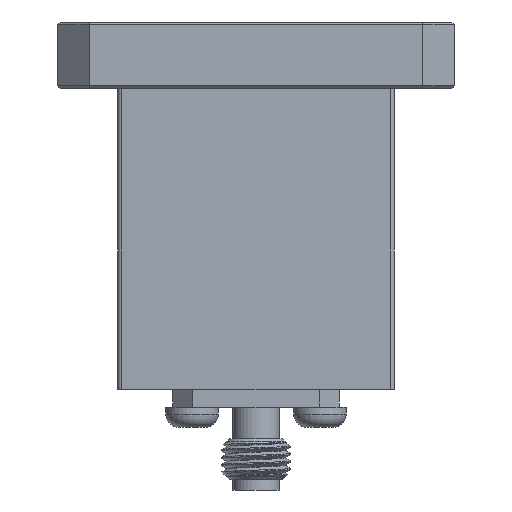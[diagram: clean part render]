
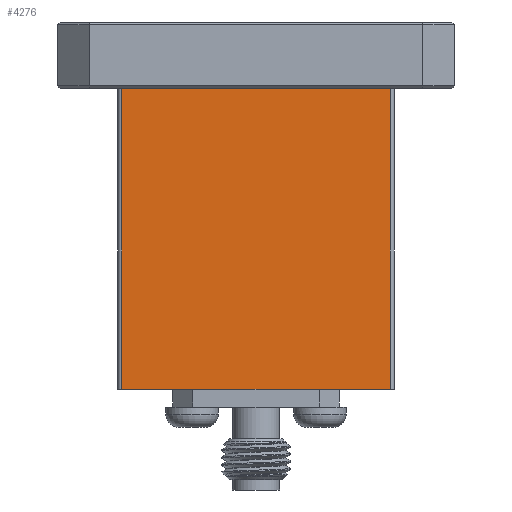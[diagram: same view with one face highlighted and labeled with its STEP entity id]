
A CAD part, front view. The second image highlights one B-rep face of the part: STEP entity #4276.
In plain terms, the highlighted planar face has unit normal (0, -1, 0).
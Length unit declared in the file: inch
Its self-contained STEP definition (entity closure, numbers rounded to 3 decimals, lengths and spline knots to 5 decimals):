
#72 = AXIS2_PLACEMENT_3D ( 'NONE', #4846, #1971, #3636 ) ;
#99 = ORIENTED_EDGE ( 'NONE', *, *, #4554, .T. ) ;
#140 = VERTEX_POINT ( 'NONE', #4826 ) ;
#272 = DIRECTION ( 'NONE',  ( 0., 0., 1. ) ) ;
#343 = EDGE_CURVE ( 'NONE', #3976, #3574, #4703, .T. ) ;
#436 = ORIENTED_EDGE ( 'NONE', *, *, #343, .T. ) ;
#762 = LINE ( 'NONE', #3676, #4635 ) ;
#803 = ORIENTED_EDGE ( 'NONE', *, *, #1062, .T. ) ;
#1062 = EDGE_CURVE ( 'NONE', #2799, #3976, #4333, .T. ) ;
#1329 = VECTOR ( 'NONE', #272, 39.37008 ) ;
#1354 = DIRECTION ( 'NONE',  ( 0., 0., -1. ) ) ;
#1524 = FACE_OUTER_BOUND ( 'NONE', #1643, .T. ) ;
#1609 = DIRECTION ( 'NONE',  ( -1., 0., 0. ) ) ;
#1643 = EDGE_LOOP ( 'NONE', ( #436, #99, #4486, #803 ) ) ;
#1971 = DIRECTION ( 'NONE',  ( 0., 1., 0. ) ) ;
#2376 = CARTESIAN_POINT ( 'NONE',  ( -0.50425, -0.305, -0.25 ) ) ;
#2530 = CARTESIAN_POINT ( 'NONE',  ( -0.50425, -0.305, -3.96569 ) ) ;
#2559 = LINE ( 'NONE', #2530, #4113 ) ;
#2799 = VERTEX_POINT ( 'NONE', #3239 ) ;
#3192 = PLANE ( 'NONE',  #72 ) ;
#3239 = CARTESIAN_POINT ( 'NONE',  ( 0.50425, -0.305, -1.38 ) ) ;
#3504 = VECTOR ( 'NONE', #4727, 39.37008 ) ;
#3574 = VERTEX_POINT ( 'NONE', #2376 ) ;
#3636 = DIRECTION ( 'NONE',  ( 0., 0., 1. ) ) ;
#3676 = CARTESIAN_POINT ( 'NONE',  ( 0.52, -0.305, -1.38 ) ) ;
#3955 = CARTESIAN_POINT ( 'NONE',  ( 0.50425, -0.305, -3.96569 ) ) ;
#3976 = VERTEX_POINT ( 'NONE', #4683 ) ;
#4113 = VECTOR ( 'NONE', #1354, 39.37008 ) ;
#4276 = ADVANCED_FACE ( 'NONE', ( #1524 ), #3192, .F. ) ;
#4333 = LINE ( 'NONE', #3955, #1329 ) ;
#4387 = EDGE_CURVE ( 'NONE', #2799, #140, #762, .T. ) ;
#4486 = ORIENTED_EDGE ( 'NONE', *, *, #4387, .F. ) ;
#4554 = EDGE_CURVE ( 'NONE', #3574, #140, #2559, .T. ) ;
#4635 = VECTOR ( 'NONE', #1609, 39.37008 ) ;
#4683 = CARTESIAN_POINT ( 'NONE',  ( 0.50425, -0.305, -0.25 ) ) ;
#4703 = LINE ( 'NONE', #5182, #3504 ) ;
#4727 = DIRECTION ( 'NONE',  ( -1., 0., 0. ) ) ;
#4826 = CARTESIAN_POINT ( 'NONE',  ( -0.50425, -0.305, -1.38 ) ) ;
#4846 = CARTESIAN_POINT ( 'NONE',  ( 0.52, -0.305, -3.96569 ) ) ;
#5182 = CARTESIAN_POINT ( 'NONE',  ( 0.52, -0.305, -0.25 ) ) ;
